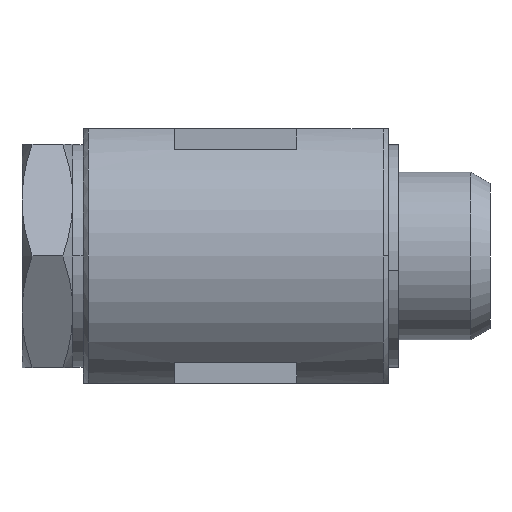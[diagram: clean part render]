
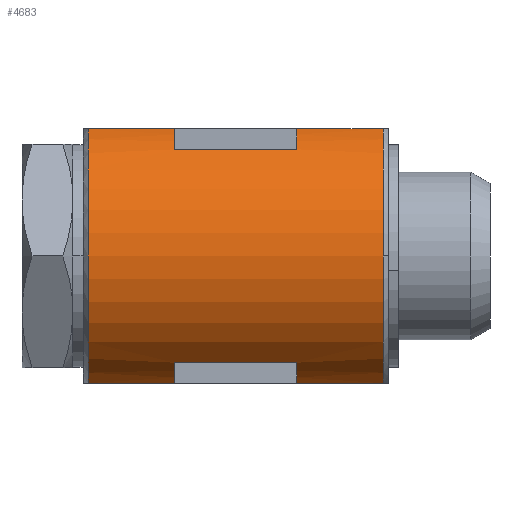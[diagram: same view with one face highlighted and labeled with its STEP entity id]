
A CAD part, left-side view. The second image highlights one B-rep face of the part: STEP entity #4683.
In plain terms, the highlighted cylindrical face has radius 13.5 mm (diameter 27 mm), a partial arc.
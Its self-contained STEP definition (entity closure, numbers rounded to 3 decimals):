
#379 = CARTESIAN_POINT ( 'NONE',  ( -8.5, 10., 10.488 ) ) ;
#387 = CARTESIAN_POINT ( 'NONE',  ( -5.1, 22., 12.5 ) ) ;
#389 = CARTESIAN_POINT ( 'NONE',  ( -5.1, 10., -12.5 ) ) ;
#390 = CARTESIAN_POINT ( 'NONE',  ( -5.1, 1.5, 12.5 ) ) ;
#392 = CARTESIAN_POINT ( 'NONE',  ( -8.5, 22., 10.488 ) ) ;
#393 = CARTESIAN_POINT ( 'NONE',  ( -5.1, 10., 12.5 ) ) ;
#394 = CARTESIAN_POINT ( 'NONE',  ( -5.1, 30.5, 12.5 ) ) ;
#396 = CARTESIAN_POINT ( 'NONE',  ( -5.1, 22., -12.5 ) ) ;
#397 = CARTESIAN_POINT ( 'NONE',  ( -8.5, 22., -10.488 ) ) ;
#398 = CARTESIAN_POINT ( 'NONE',  ( -8.5, 10., -10.488 ) ) ;
#399 = CARTESIAN_POINT ( 'NONE',  ( -5.1, 30.5, -12.5 ) ) ;
#543 = CARTESIAN_POINT ( 'NONE',  ( 0., 1.5, 0. ) ) ;
#544 = DIRECTION ( 'NONE',  ( 0., 1., 0. ) ) ;
#545 = DIRECTION ( 'NONE',  ( -1., 0., 0. ) ) ;
#836 = CIRCLE ( 'NONE', #3731, 13.5 ) ;
#925 = LINE ( 'NONE', #2491, #927 ) ;
#926 = CIRCLE ( 'NONE', #3768, 13.5 ) ;
#927 = VECTOR ( 'NONE', #2492, 1000. ) ;
#1185 = ORIENTED_EDGE ( 'NONE', *, *, #4468, .F. ) ;
#1186 = ORIENTED_EDGE ( 'NONE', *, *, #4383, .T. ) ;
#1187 = ORIENTED_EDGE ( 'NONE', *, *, #4469, .T. ) ;
#1188 = ORIENTED_EDGE ( 'NONE', *, *, #3543, .F. ) ;
#1189 = ORIENTED_EDGE ( 'NONE', *, *, #3544, .F. ) ;
#1190 = ORIENTED_EDGE ( 'NONE', *, *, #3545, .F. ) ;
#1191 = ORIENTED_EDGE ( 'NONE', *, *, #3546, .F. ) ;
#1192 = ORIENTED_EDGE ( 'NONE', *, *, #3547, .F. ) ;
#1193 = ORIENTED_EDGE ( 'NONE', *, *, #3548, .T. ) ;
#1194 = ORIENTED_EDGE ( 'NONE', *, *, #3549, .F. ) ;
#1195 = ORIENTED_EDGE ( 'NONE', *, *, #3550, .F. ) ;
#1196 = ORIENTED_EDGE ( 'NONE', *, *, #3551, .F. ) ;
#1197 = ORIENTED_EDGE ( 'NONE', *, *, #3552, .F. ) ;
#1284 = FACE_OUTER_BOUND ( 'NONE', #4538, .T. ) ;
#1292 = CYLINDRICAL_SURFACE ( 'NONE', #2333, 13.5 ) ;
#1442 = CARTESIAN_POINT ( 'NONE',  ( -5.1, 0., 12.5 ) ) ;
#1443 = DIRECTION ( 'NONE',  ( 0., -1., 0. ) ) ;
#1448 = DIRECTION ( 'NONE',  ( 0., -1., 0. ) ) ;
#1467 = DIRECTION ( 'NONE',  ( 0., 0., -1. ) ) ;
#1468 = DIRECTION ( 'NONE',  ( 0., 1., 0. ) ) ;
#1469 = CARTESIAN_POINT ( 'NONE',  ( 0., 10., 0. ) ) ;
#1474 = DIRECTION ( 'NONE',  ( 0., 0., 1. ) ) ;
#1475 = DIRECTION ( 'NONE',  ( 0., -1., 0. ) ) ;
#1476 = CARTESIAN_POINT ( 'NONE',  ( 0., 22., 0. ) ) ;
#1477 = CARTESIAN_POINT ( 'NONE',  ( -8.5, 0., -10.488 ) ) ;
#1478 = DIRECTION ( 'NONE',  ( 0., 1., 0. ) ) ;
#1479 = DIRECTION ( 'NONE',  ( 1., 0., 0. ) ) ;
#1480 = DIRECTION ( 'NONE',  ( 0., -1., 0. ) ) ;
#1481 = CARTESIAN_POINT ( 'NONE',  ( 0., 30.5, 0. ) ) ;
#1482 = CARTESIAN_POINT ( 'NONE',  ( -5.1, 0., -12.5 ) ) ;
#1483 = DIRECTION ( 'NONE',  ( 0., 1., 0. ) ) ;
#1484 = DIRECTION ( 'NONE',  ( 0., 0., 1. ) ) ;
#1485 = DIRECTION ( 'NONE',  ( 0., -1., 0. ) ) ;
#1486 = CARTESIAN_POINT ( 'NONE',  ( 0., 22., 0. ) ) ;
#1487 = CARTESIAN_POINT ( 'NONE',  ( -5.1, 0., 12.5 ) ) ;
#1488 = DIRECTION ( 'NONE',  ( 0., -1., 0. ) ) ;
#1489 = DIRECTION ( 'NONE',  ( 0., 0., -1. ) ) ;
#1490 = DIRECTION ( 'NONE',  ( 0., 1., 0. ) ) ;
#1491 = CARTESIAN_POINT ( 'NONE',  ( 0., 10., 0. ) ) ;
#1492 = CARTESIAN_POINT ( 'NONE',  ( -8.5, 0., 10.488 ) ) ;
#2333 = AXIS2_PLACEMENT_3D ( 'NONE', #3000, #2989, #3008 ) ;
#2491 = CARTESIAN_POINT ( 'NONE',  ( -5.1, 0., -12.5 ) ) ;
#2492 = DIRECTION ( 'NONE',  ( 0., 1., 0. ) ) ;
#2503 = CARTESIAN_POINT ( 'NONE',  ( 0., 1.5, 0. ) ) ;
#2504 = DIRECTION ( 'NONE',  ( 0., 1., 0. ) ) ;
#2505 = DIRECTION ( 'NONE',  ( -1., 0., 0. ) ) ;
#2989 = DIRECTION ( 'NONE',  ( 0., -1., 0. ) ) ;
#3000 = CARTESIAN_POINT ( 'NONE',  ( 0., 0., 0. ) ) ;
#3008 = DIRECTION ( 'NONE',  ( 0., 0., -1. ) ) ;
#3528 = CARTESIAN_POINT ( 'NONE',  ( -5.1, 1.5, -12.5 ) ) ;
#3529 = CARTESIAN_POINT ( 'NONE',  ( -13.5, 1.5, 0. ) ) ;
#3543 = EDGE_CURVE ( 'NONE', #3998, #3995, #4072, .T. ) ;
#3544 = EDGE_CURVE ( 'NONE', #3984, #3998, #4075, .T. ) ;
#3545 = EDGE_CURVE ( 'NONE', #3997, #3984, #4071, .T. ) ;
#3546 = EDGE_CURVE ( 'NONE', #3992, #3997, #4074, .T. ) ;
#3547 = EDGE_CURVE ( 'NONE', #3999, #3992, #4076, .T. ) ;
#3548 = EDGE_CURVE ( 'NONE', #3999, #4004, #4078, .T. ) ;
#3549 = EDGE_CURVE ( 'NONE', #4001, #4004, #4079, .T. ) ;
#3550 = EDGE_CURVE ( 'NONE', #4002, #4001, #4081, .T. ) ;
#3551 = EDGE_CURVE ( 'NONE', #4003, #4002, #4082, .T. ) ;
#3552 = EDGE_CURVE ( 'NONE', #3994, #4003, #4084, .T. ) ;
#3673 = AXIS2_PLACEMENT_3D ( 'NONE', #1491, #1490, #1489 ) ;
#3674 = AXIS2_PLACEMENT_3D ( 'NONE', #1486, #1485, #1484 ) ;
#3675 = AXIS2_PLACEMENT_3D ( 'NONE', #1481, #1480, #1479 ) ;
#3676 = AXIS2_PLACEMENT_3D ( 'NONE', #1476, #1475, #1474 ) ;
#3677 = AXIS2_PLACEMENT_3D ( 'NONE', #1469, #1468, #1467 ) ;
#3731 = AXIS2_PLACEMENT_3D ( 'NONE', #543, #544, #545 ) ;
#3768 = AXIS2_PLACEMENT_3D ( 'NONE', #2503, #2504, #2505 ) ;
#3940 = VERTEX_POINT ( 'NONE', #3528 ) ;
#3941 = VERTEX_POINT ( 'NONE', #3529 ) ;
#3984 = VERTEX_POINT ( 'NONE', #379 ) ;
#3992 = VERTEX_POINT ( 'NONE', #387 ) ;
#3994 = VERTEX_POINT ( 'NONE', #389 ) ;
#3995 = VERTEX_POINT ( 'NONE', #390 ) ;
#3997 = VERTEX_POINT ( 'NONE', #392 ) ;
#3998 = VERTEX_POINT ( 'NONE', #393 ) ;
#3999 = VERTEX_POINT ( 'NONE', #394 ) ;
#4001 = VERTEX_POINT ( 'NONE', #396 ) ;
#4002 = VERTEX_POINT ( 'NONE', #397 ) ;
#4003 = VERTEX_POINT ( 'NONE', #398 ) ;
#4004 = VERTEX_POINT ( 'NONE', #399 ) ;
#4071 = LINE ( 'NONE', #1492, #4077 ) ;
#4072 = LINE ( 'NONE', #1442, #4073 ) ;
#4073 = VECTOR ( 'NONE', #1448, 1000. ) ;
#4074 = CIRCLE ( 'NONE', #3674, 13.5 ) ;
#4075 = CIRCLE ( 'NONE', #3673, 13.5 ) ;
#4076 = LINE ( 'NONE', #1487, #4080 ) ;
#4077 = VECTOR ( 'NONE', #1443, 1000. ) ;
#4078 = CIRCLE ( 'NONE', #3675, 13.5 ) ;
#4079 = LINE ( 'NONE', #1482, #4083 ) ;
#4080 = VECTOR ( 'NONE', #1488, 1000. ) ;
#4081 = CIRCLE ( 'NONE', #3676, 13.5 ) ;
#4082 = LINE ( 'NONE', #1477, #4086 ) ;
#4083 = VECTOR ( 'NONE', #1483, 1000. ) ;
#4084 = CIRCLE ( 'NONE', #3677, 13.5 ) ;
#4086 = VECTOR ( 'NONE', #1478, 1000. ) ;
#4383 = EDGE_CURVE ( 'NONE', #3940, #3941, #836, .T. ) ;
#4468 = EDGE_CURVE ( 'NONE', #3940, #3994, #925, .T. ) ;
#4469 = EDGE_CURVE ( 'NONE', #3941, #3995, #926, .T. ) ;
#4538 = EDGE_LOOP ( 'NONE', ( #1185, #1186, #1187, #1188, #1189, #1190, #1191, #1192, #1193, #1194, #1195, #1196, #1197 ) ) ;
#4683 = ADVANCED_FACE ( 'NONE', ( #1284 ), #1292, .T. ) ;
